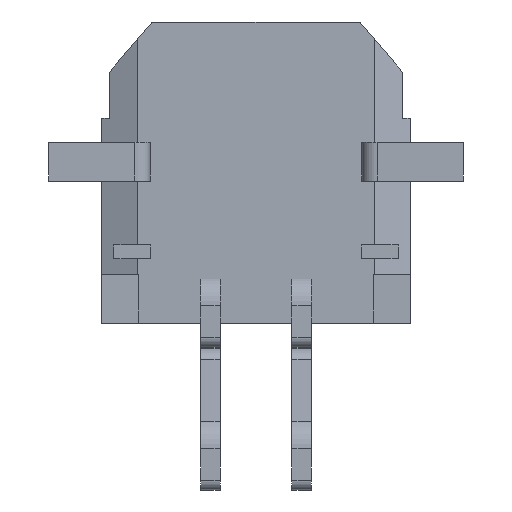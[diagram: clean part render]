
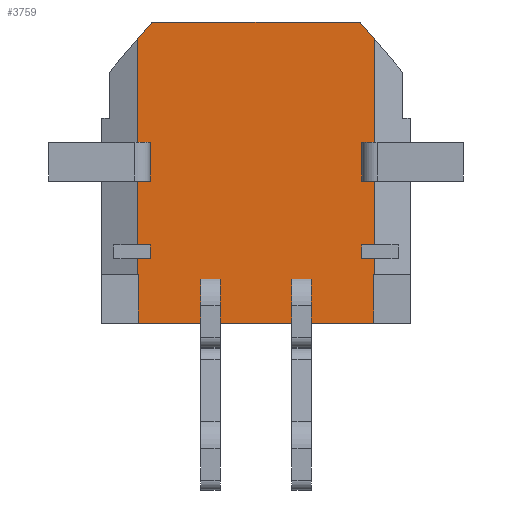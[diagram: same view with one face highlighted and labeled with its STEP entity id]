
A CAD part, front view. The second image highlights one B-rep face of the part: STEP entity #3759.
In plain terms, the highlighted planar face has unit normal (0, -1, 0).
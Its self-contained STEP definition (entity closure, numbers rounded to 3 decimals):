
#33 = CARTESIAN_POINT ( 'NONE',  ( -4.825, 0.51, -4.955 ) ) ;
#108 = VECTOR ( 'NONE', #6664, 1000. ) ;
#199 = CARTESIAN_POINT ( 'NONE',  ( -4.825, 0.51, -3.355 ) ) ;
#201 = CARTESIAN_POINT ( 'NONE',  ( -1.201, 0.51, -3.955 ) ) ;
#233 = LINE ( 'NONE', #7051, #5148 ) ;
#330 = CARTESIAN_POINT ( 'NONE',  ( -3.884, 0.51, -3.355 ) ) ;
#384 = EDGE_CURVE ( 'NONE', #3236, #2179, #1513, .T. ) ;
#401 = CARTESIAN_POINT ( 'NONE',  ( 3.884, 0.51, 4.413 ) ) ;
#464 = LINE ( 'NONE', #3286, #3585 ) ;
#491 = CARTESIAN_POINT ( 'NONE',  ( -1.798, 0.51, -4.955 ) ) ;
#690 = CARTESIAN_POINT ( 'NONE',  ( 3.875, 0.51, -3.355 ) ) ;
#732 = EDGE_CURVE ( 'NONE', #1085, #4956, #2139, .T. ) ;
#754 = VERTEX_POINT ( 'NONE', #4939 ) ;
#756 = CARTESIAN_POINT ( 'NONE',  ( 3.875, 0.51, 4.955 ) ) ;
#767 = VERTEX_POINT ( 'NONE', #3285 ) ;
#946 = ORIENTED_EDGE ( 'NONE', *, *, #4625, .T. ) ;
#949 = VECTOR ( 'NONE', #4031, 1000. ) ;
#977 = LINE ( 'NONE', #5453, #108 ) ;
#986 = EDGE_CURVE ( 'NONE', #2841, #4822, #2543, .T. ) ;
#991 = ORIENTED_EDGE ( 'NONE', *, *, #384, .T. ) ;
#1033 = EDGE_CURVE ( 'NONE', #1286, #3673, #7050, .T. ) ;
#1085 = VERTEX_POINT ( 'NONE', #1420 ) ;
#1089 = VERTEX_POINT ( 'NONE', #5316 ) ;
#1137 = EDGE_CURVE ( 'NONE', #5449, #1501, #2723, .T. ) ;
#1265 = CARTESIAN_POINT ( 'NONE',  ( -3.425, 0.51, 4.955 ) ) ;
#1274 = ORIENTED_EDGE ( 'NONE', *, *, #5391, .T. ) ;
#1286 = VERTEX_POINT ( 'NONE', #2907 ) ;
#1291 = PLANE ( 'NONE',  #5259 ) ;
#1302 = CARTESIAN_POINT ( 'NONE',  ( -1.201, 0.51, 4.955 ) ) ;
#1315 = DIRECTION ( 'NONE',  ( 0., 0., 1. ) ) ;
#1345 = ORIENTED_EDGE ( 'NONE', *, *, #1896, .T. ) ;
#1372 = LINE ( 'NONE', #7065, #5901 ) ;
#1420 = CARTESIAN_POINT ( 'NONE',  ( 1.202, 0.51, -3.955 ) ) ;
#1423 = CARTESIAN_POINT ( 'NONE',  ( 1.799, 0.51, -4.955 ) ) ;
#1432 = CARTESIAN_POINT ( 'NONE',  ( -1.798, 0.51, -3.955 ) ) ;
#1501 = VERTEX_POINT ( 'NONE', #3082 ) ;
#1513 = LINE ( 'NONE', #6641, #7118 ) ;
#1629 = CARTESIAN_POINT ( 'NONE',  ( 1.202, 0.51, 4.955 ) ) ;
#1665 = VECTOR ( 'NONE', #6700, 1000. ) ;
#1777 = DIRECTION ( 'NONE',  ( 0., 0., 1. ) ) ;
#1830 = VERTEX_POINT ( 'NONE', #1432 ) ;
#1896 = EDGE_CURVE ( 'NONE', #4041, #3236, #464, .T. ) ;
#2139 = LINE ( 'NONE', #6052, #5119 ) ;
#2164 = EDGE_CURVE ( 'NONE', #5449, #2179, #233, .T. ) ;
#2176 = VECTOR ( 'NONE', #2183, 1000. ) ;
#2179 = VERTEX_POINT ( 'NONE', #5350 ) ;
#2183 = DIRECTION ( 'NONE',  ( -1., 0., 0. ) ) ;
#2226 = CARTESIAN_POINT ( 'NONE',  ( -7.825, 0.51, -4.955 ) ) ;
#2235 = ORIENTED_EDGE ( 'NONE', *, *, #6043, .T. ) ;
#2302 = DIRECTION ( 'NONE',  ( 1., 0., 0. ) ) ;
#2318 = VERTEX_POINT ( 'NONE', #491 ) ;
#2343 = CARTESIAN_POINT ( 'NONE',  ( -1.798, 0.51, 4.955 ) ) ;
#2395 = VECTOR ( 'NONE', #1315, 1000. ) ;
#2461 = DIRECTION ( 'NONE',  ( 0., 0., -1. ) ) ;
#2502 = CARTESIAN_POINT ( 'NONE',  ( 3.884, 0.51, -3.355 ) ) ;
#2543 = LINE ( 'NONE', #199, #3092 ) ;
#2588 = CARTESIAN_POINT ( 'NONE',  ( -7.825, 0.51, -3.355 ) ) ;
#2630 = VECTOR ( 'NONE', #6754, 1000. ) ;
#2704 = DIRECTION ( 'NONE',  ( -0.647, 0., 0.763 ) ) ;
#2723 = LINE ( 'NONE', #4282, #1665 ) ;
#2841 = VERTEX_POINT ( 'NONE', #330 ) ;
#2845 = EDGE_CURVE ( 'NONE', #1089, #1085, #5069, .T. ) ;
#2907 = CARTESIAN_POINT ( 'NONE',  ( 3.875, 0.51, -4.955 ) ) ;
#2996 = EDGE_CURVE ( 'NONE', #5220, #767, #4800, .T. ) ;
#2999 = CARTESIAN_POINT ( 'NONE',  ( -3.875, 0.51, -3.355 ) ) ;
#3017 = ORIENTED_EDGE ( 'NONE', *, *, #986, .T. ) ;
#3082 = CARTESIAN_POINT ( 'NONE',  ( -3.884, 0.51, 4.413 ) ) ;
#3092 = VECTOR ( 'NONE', #4221, 1000. ) ;
#3098 = CARTESIAN_POINT ( 'NONE',  ( -3.875, 0.51, 4.955 ) ) ;
#3170 = VECTOR ( 'NONE', #6286, 1000. ) ;
#3174 = ORIENTED_EDGE ( 'NONE', *, *, #2996, .T. ) ;
#3236 = VERTEX_POINT ( 'NONE', #401 ) ;
#3285 = CARTESIAN_POINT ( 'NONE',  ( -1.201, 0.51, -4.955 ) ) ;
#3286 = CARTESIAN_POINT ( 'NONE',  ( 3.884, 0.51, 4.955 ) ) ;
#3318 = ORIENTED_EDGE ( 'NONE', *, *, #1033, .T. ) ;
#3335 = EDGE_CURVE ( 'NONE', #5359, #1286, #6170, .T. ) ;
#3340 = DIRECTION ( 'NONE',  ( 0., 0., 1. ) ) ;
#3480 = ORIENTED_EDGE ( 'NONE', *, *, #732, .T. ) ;
#3537 = ORIENTED_EDGE ( 'NONE', *, *, #3619, .T. ) ;
#3585 = VECTOR ( 'NONE', #3856, 1000. ) ;
#3619 = EDGE_CURVE ( 'NONE', #1830, #5220, #6237, .T. ) ;
#3631 = DIRECTION ( 'NONE',  ( 0., 0., -1. ) ) ;
#3659 = DIRECTION ( 'NONE',  ( 0., -1., 0. ) ) ;
#3673 = VERTEX_POINT ( 'NONE', #690 ) ;
#3752 = ORIENTED_EDGE ( 'NONE', *, *, #6444, .T. ) ;
#3759 = ADVANCED_FACE ( 'NONE', ( #7157 ), #1291, .T. ) ;
#3832 = ORIENTED_EDGE ( 'NONE', *, *, #1137, .T. ) ;
#3837 = VECTOR ( 'NONE', #3340, 1000. ) ;
#3856 = DIRECTION ( 'NONE',  ( 0., 0., 1. ) ) ;
#3901 = VECTOR ( 'NONE', #2302, 1000. ) ;
#4007 = CARTESIAN_POINT ( 'NONE',  ( -3.884, 0.51, 4.955 ) ) ;
#4031 = DIRECTION ( 'NONE',  ( 1., 0., 0. ) ) ;
#4037 = ORIENTED_EDGE ( 'NONE', *, *, #2845, .T. ) ;
#4041 = VERTEX_POINT ( 'NONE', #2502 ) ;
#4118 = LINE ( 'NONE', #3098, #5404 ) ;
#4129 = DIRECTION ( 'NONE',  ( 0., 0., -1. ) ) ;
#4221 = DIRECTION ( 'NONE',  ( 1., 0., 0. ) ) ;
#4282 = CARTESIAN_POINT ( 'NONE',  ( -3.425, 0.51, 4.955 ) ) ;
#4311 = VECTOR ( 'NONE', #2461, 1000. ) ;
#4327 = CARTESIAN_POINT ( 'NONE',  ( -7.825, 0.51, 4.955 ) ) ;
#4590 = CARTESIAN_POINT ( 'NONE',  ( -1.798, 0.51, -3.955 ) ) ;
#4625 = EDGE_CURVE ( 'NONE', #1501, #2841, #7329, .T. ) ;
#4703 = EDGE_CURVE ( 'NONE', #754, #2318, #5133, .T. ) ;
#4715 = EDGE_CURVE ( 'NONE', #2318, #1830, #5732, .T. ) ;
#4800 = LINE ( 'NONE', #1302, #4311 ) ;
#4822 = VERTEX_POINT ( 'NONE', #2999 ) ;
#4939 = CARTESIAN_POINT ( 'NONE',  ( -3.875, 0.51, -4.955 ) ) ;
#4956 = VERTEX_POINT ( 'NONE', #6093 ) ;
#4992 = ORIENTED_EDGE ( 'NONE', *, *, #3335, .T. ) ;
#5069 = LINE ( 'NONE', #1629, #3837 ) ;
#5119 = VECTOR ( 'NONE', #6013, 1000. ) ;
#5133 = LINE ( 'NONE', #33, #3901 ) ;
#5148 = VECTOR ( 'NONE', #7117, 1000. ) ;
#5220 = VERTEX_POINT ( 'NONE', #201 ) ;
#5259 = AXIS2_PLACEMENT_3D ( 'NONE', #4327, #3659, #6044 ) ;
#5316 = CARTESIAN_POINT ( 'NONE',  ( 1.202, 0.51, -4.955 ) ) ;
#5350 = CARTESIAN_POINT ( 'NONE',  ( 3.425, 0.51, 4.955 ) ) ;
#5359 = VERTEX_POINT ( 'NONE', #1423 ) ;
#5379 = ORIENTED_EDGE ( 'NONE', *, *, #4703, .T. ) ;
#5391 = EDGE_CURVE ( 'NONE', #767, #1089, #977, .T. ) ;
#5404 = VECTOR ( 'NONE', #3631, 1000. ) ;
#5449 = VERTEX_POINT ( 'NONE', #1265 ) ;
#5453 = CARTESIAN_POINT ( 'NONE',  ( -7.825, 0.51, -4.955 ) ) ;
#5639 = ORIENTED_EDGE ( 'NONE', *, *, #6153, .F. ) ;
#5703 = ORIENTED_EDGE ( 'NONE', *, *, #2164, .F. ) ;
#5732 = LINE ( 'NONE', #2343, #5812 ) ;
#5812 = VECTOR ( 'NONE', #1777, 1000. ) ;
#5901 = VECTOR ( 'NONE', #4129, 1000. ) ;
#6013 = DIRECTION ( 'NONE',  ( 1., 0., 0. ) ) ;
#6043 = EDGE_CURVE ( 'NONE', #4956, #5359, #1372, .T. ) ;
#6044 = DIRECTION ( 'NONE',  ( 0., 0., -1. ) ) ;
#6052 = CARTESIAN_POINT ( 'NONE',  ( 1.202, 0.51, -3.955 ) ) ;
#6093 = CARTESIAN_POINT ( 'NONE',  ( 1.799, 0.51, -3.955 ) ) ;
#6153 = EDGE_CURVE ( 'NONE', #4041, #3673, #7175, .T. ) ;
#6170 = LINE ( 'NONE', #2226, #2630 ) ;
#6226 = ORIENTED_EDGE ( 'NONE', *, *, #4715, .T. ) ;
#6237 = LINE ( 'NONE', #4590, #949 ) ;
#6286 = DIRECTION ( 'NONE',  ( 0., 0., -1. ) ) ;
#6444 = EDGE_CURVE ( 'NONE', #4822, #754, #4118, .T. ) ;
#6641 = CARTESIAN_POINT ( 'NONE',  ( 4.825, 0.51, 3.305 ) ) ;
#6664 = DIRECTION ( 'NONE',  ( 1., 0., 0. ) ) ;
#6700 = DIRECTION ( 'NONE',  ( -0.647, 0., -0.763 ) ) ;
#6754 = DIRECTION ( 'NONE',  ( 1., 0., 0. ) ) ;
#6962 = EDGE_LOOP ( 'NONE', ( #5703, #3832, #946, #3017, #3752, #5379, #6226, #3537, #3174, #1274, #4037, #3480, #2235, #4992, #3318, #5639, #1345, #991 ) ) ;
#7050 = LINE ( 'NONE', #756, #2395 ) ;
#7051 = CARTESIAN_POINT ( 'NONE',  ( -7.825, 0.51, 4.955 ) ) ;
#7065 = CARTESIAN_POINT ( 'NONE',  ( 1.799, 0.51, 4.955 ) ) ;
#7117 = DIRECTION ( 'NONE',  ( 1., 0., 0. ) ) ;
#7118 = VECTOR ( 'NONE', #2704, 1000. ) ;
#7157 = FACE_OUTER_BOUND ( 'NONE', #6962, .T. ) ;
#7175 = LINE ( 'NONE', #2588, #2176 ) ;
#7329 = LINE ( 'NONE', #4007, #3170 ) ;
